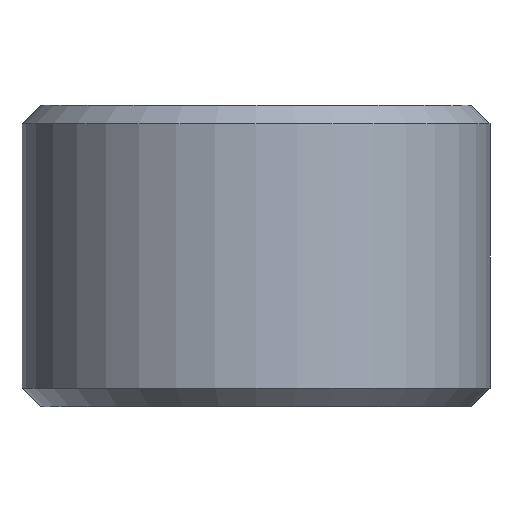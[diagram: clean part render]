
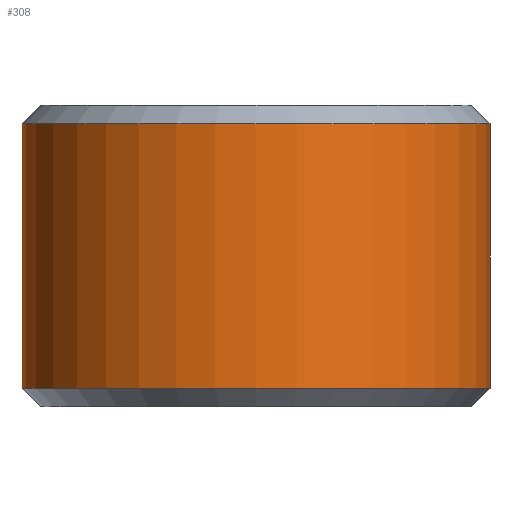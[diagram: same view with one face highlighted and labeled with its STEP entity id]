
A CAD part, front view. The second image highlights one B-rep face of the part: STEP entity #308.
In plain terms, the highlighted cylindrical face has radius 7.938 mm (diameter 15.875 mm), a partial arc.
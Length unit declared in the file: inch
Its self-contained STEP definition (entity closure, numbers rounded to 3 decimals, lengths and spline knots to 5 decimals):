
#9 = VECTOR ( 'NONE', #173, 39.37008 ) ;
#20 = CARTESIAN_POINT ( 'NONE',  ( -0.3125, 0., 0.303 ) ) ;
#27 = EDGE_CURVE ( 'NONE', #438, #243, #466, .T. ) ;
#30 = VERTEX_POINT ( 'NONE', #90 ) ;
#34 = AXIS2_PLACEMENT_3D ( 'NONE', #278, #252, #129 ) ;
#43 = ORIENTED_EDGE ( 'NONE', *, *, #356, .T. ) ;
#56 = DIRECTION ( 'NONE',  ( 0., 0., -1. ) ) ;
#90 = CARTESIAN_POINT ( 'NONE',  ( -0.3125, 0., 0.278 ) ) ;
#93 = CARTESIAN_POINT ( 'NONE',  ( 0., 0., 0.278 ) ) ;
#95 = CARTESIAN_POINT ( 'NONE',  ( 0.3125, 0., 0.303 ) ) ;
#102 = LINE ( 'NONE', #20, #9 ) ;
#129 = DIRECTION ( 'NONE',  ( 1., 0., 0. ) ) ;
#148 = CARTESIAN_POINT ( 'NONE',  ( -0.3125, 0., -0.075 ) ) ;
#156 = CIRCLE ( 'NONE', #196, 0.3125 ) ;
#161 = FACE_OUTER_BOUND ( 'NONE', #263, .T. ) ;
#173 = DIRECTION ( 'NONE',  ( 0., 0., -1. ) ) ;
#183 = VERTEX_POINT ( 'NONE', #148 ) ;
#196 = AXIS2_PLACEMENT_3D ( 'NONE', #93, #242, #473 ) ;
#205 = VECTOR ( 'NONE', #56, 39.37008 ) ;
#215 = DIRECTION ( 'NONE',  ( 0., 0., -1. ) ) ;
#242 = DIRECTION ( 'NONE',  ( 0., 0., -1. ) ) ;
#243 = VERTEX_POINT ( 'NONE', #386 ) ;
#245 = ORIENTED_EDGE ( 'NONE', *, *, #392, .T. ) ;
#252 = DIRECTION ( 'NONE',  ( 0., 0., 1. ) ) ;
#263 = EDGE_LOOP ( 'NONE', ( #394, #245, #355, #43 ) ) ;
#278 = CARTESIAN_POINT ( 'NONE',  ( 0., 0., -0.075 ) ) ;
#280 = AXIS2_PLACEMENT_3D ( 'NONE', #433, #215, #350 ) ;
#308 = ADVANCED_FACE ( 'NONE', ( #161 ), #313, .T. ) ;
#313 = CYLINDRICAL_SURFACE ( 'NONE', #280, 0.3125 ) ;
#317 = EDGE_CURVE ( 'NONE', #30, #183, #102, .T. ) ;
#342 = CIRCLE ( 'NONE', #34, 0.3125 ) ;
#350 = DIRECTION ( 'NONE',  ( -1., 0., 0. ) ) ;
#355 = ORIENTED_EDGE ( 'NONE', *, *, #317, .T. ) ;
#356 = EDGE_CURVE ( 'NONE', #183, #243, #342, .T. ) ;
#386 = CARTESIAN_POINT ( 'NONE',  ( 0.3125, 0., -0.075 ) ) ;
#392 = EDGE_CURVE ( 'NONE', #438, #30, #156, .T. ) ;
#394 = ORIENTED_EDGE ( 'NONE', *, *, #27, .F. ) ;
#420 = CARTESIAN_POINT ( 'NONE',  ( 0.3125, 0., 0.278 ) ) ;
#433 = CARTESIAN_POINT ( 'NONE',  ( 0., 0., 0.303 ) ) ;
#438 = VERTEX_POINT ( 'NONE', #420 ) ;
#466 = LINE ( 'NONE', #95, #205 ) ;
#473 = DIRECTION ( 'NONE',  ( 1., 0., 0. ) ) ;
